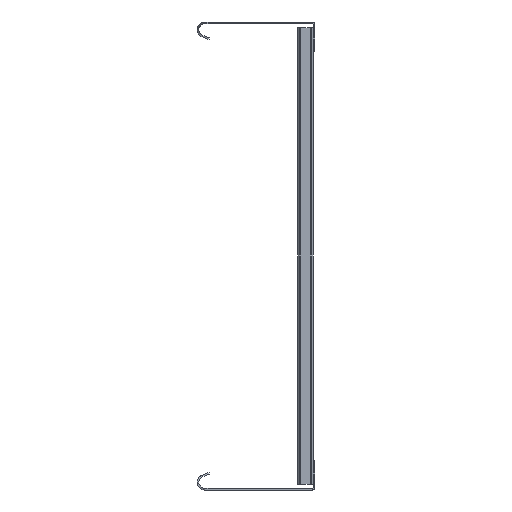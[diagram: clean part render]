
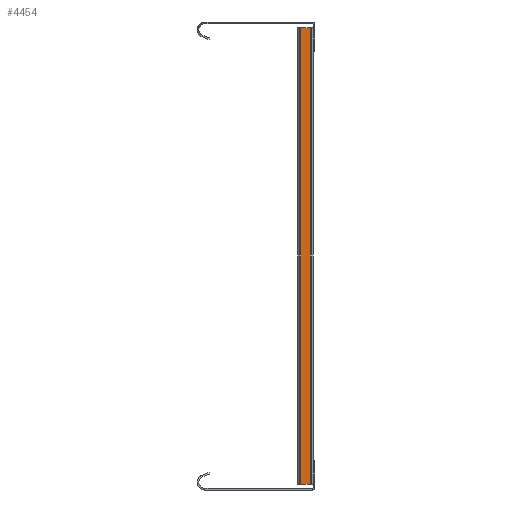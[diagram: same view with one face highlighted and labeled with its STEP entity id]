
A CAD part, left-side view. The second image highlights one B-rep face of the part: STEP entity #4454.
In plain terms, the highlighted planar face has unit normal (-1, 0, 0).
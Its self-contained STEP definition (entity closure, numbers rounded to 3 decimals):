
#172 = EDGE_CURVE ( 'NONE', #4056, #975, #203, .T. ) ;
#203 = LINE ( 'NONE', #456, #547 ) ;
#257 = ORIENTED_EDGE ( 'NONE', *, *, #5287, .T. ) ;
#456 = CARTESIAN_POINT ( 'NONE',  ( -15., 3., -221.5 ) ) ;
#547 = VECTOR ( 'NONE', #1185, 1000. ) ;
#645 = CARTESIAN_POINT ( 'NONE',  ( -15., 3., -221.5 ) ) ;
#793 = CARTESIAN_POINT ( 'NONE',  ( -15., 3., -221.5 ) ) ;
#975 = VERTEX_POINT ( 'NONE', #5855 ) ;
#1060 = VECTOR ( 'NONE', #6336, 1000. ) ;
#1079 = LINE ( 'NONE', #1726, #1060 ) ;
#1185 = DIRECTION ( 'NONE',  ( 0., 1., 0. ) ) ;
#1222 = PLANE ( 'NONE',  #3241 ) ;
#1726 = CARTESIAN_POINT ( 'NONE',  ( -15., 12., -221.5 ) ) ;
#1836 = DIRECTION ( 'NONE',  ( 1., 0., 0. ) ) ;
#2191 = VECTOR ( 'NONE', #2559, 1000. ) ;
#2245 = LINE ( 'NONE', #3715, #2191 ) ;
#2476 = VECTOR ( 'NONE', #5275, 1000. ) ;
#2483 = LINE ( 'NONE', #3470, #2476 ) ;
#2559 = DIRECTION ( 'NONE',  ( 0., 1., 0. ) ) ;
#2675 = EDGE_LOOP ( 'NONE', ( #6733, #5236, #3805, #257 ) ) ;
#2723 = VERTEX_POINT ( 'NONE', #4938 ) ;
#3241 = AXIS2_PLACEMENT_3D ( 'NONE', #645, #1836, #5927 ) ;
#3335 = FACE_OUTER_BOUND ( 'NONE', #2675, .T. ) ;
#3470 = CARTESIAN_POINT ( 'NONE',  ( -15., 3., -221.5 ) ) ;
#3715 = CARTESIAN_POINT ( 'NONE',  ( -15., 3., 221.5 ) ) ;
#3805 = ORIENTED_EDGE ( 'NONE', *, *, #172, .F. ) ;
#4056 = VERTEX_POINT ( 'NONE', #793 ) ;
#4454 = ADVANCED_FACE ( 'NONE', ( #3335 ), #1222, .F. ) ;
#4938 = CARTESIAN_POINT ( 'NONE',  ( -15., 3., 221.5 ) ) ;
#5236 = ORIENTED_EDGE ( 'NONE', *, *, #6453, .F. ) ;
#5275 = DIRECTION ( 'NONE',  ( 0., 0., 1. ) ) ;
#5287 = EDGE_CURVE ( 'NONE', #4056, #2723, #2483, .T. ) ;
#5521 = EDGE_CURVE ( 'NONE', #2723, #6968, #2245, .T. ) ;
#5855 = CARTESIAN_POINT ( 'NONE',  ( -15., 12., -221.5 ) ) ;
#5927 = DIRECTION ( 'NONE',  ( 0., 0., -1. ) ) ;
#6336 = DIRECTION ( 'NONE',  ( 0., 0., 1. ) ) ;
#6390 = CARTESIAN_POINT ( 'NONE',  ( -15., 12., 221.5 ) ) ;
#6453 = EDGE_CURVE ( 'NONE', #975, #6968, #1079, .T. ) ;
#6733 = ORIENTED_EDGE ( 'NONE', *, *, #5521, .T. ) ;
#6968 = VERTEX_POINT ( 'NONE', #6390 ) ;
